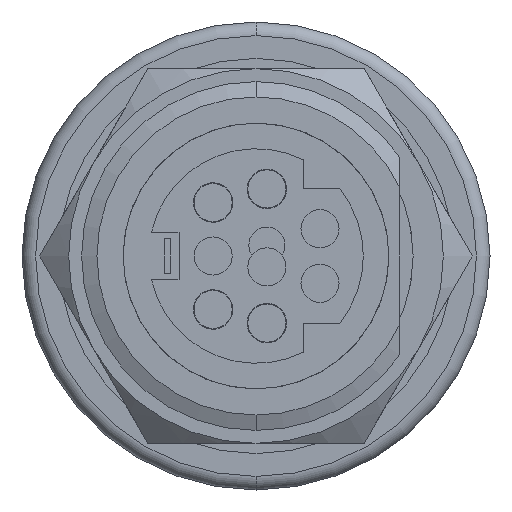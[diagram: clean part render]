
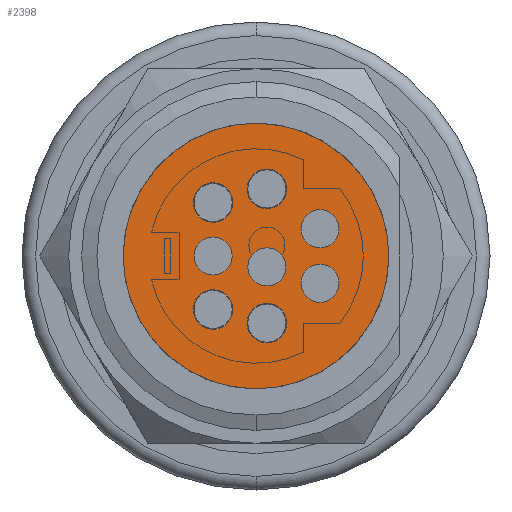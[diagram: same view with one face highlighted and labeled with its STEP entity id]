
A CAD part, front view. The second image highlights one B-rep face of the part: STEP entity #2398.
In plain terms, the highlighted face is planar.
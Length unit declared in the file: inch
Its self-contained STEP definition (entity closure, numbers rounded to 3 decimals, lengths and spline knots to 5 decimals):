
#91 = ORIENTED_EDGE ( 'NONE', *, *, #15727, .F. ) ;
#127 = CARTESIAN_POINT ( 'NONE',  ( 0., 0., -0.003 ) ) ;
#533 = DIRECTION ( 'NONE',  ( 0., 0., -1. ) ) ;
#680 = CARTESIAN_POINT ( 'NONE',  ( 0.05063, 0.06015, -0.003 ) ) ;
#681 = CIRCLE ( 'NONE', #14165, 0.029 ) ;
#1563 = CARTESIAN_POINT ( 'NONE',  ( 0.09884, -0.01905, -0.003 ) ) ;
#1793 = PLANE ( 'NONE',  #2789 ) ;
#2072 = DIRECTION ( 'NONE',  ( 1., 0., 0. ) ) ;
#2210 = CARTESIAN_POINT ( 'NONE',  ( -0.06557, -0.03185, -0.003 ) ) ;
#2236 = CARTESIAN_POINT ( 'NONE',  ( -0.09457, -0.03185, -0.003 ) ) ;
#2398 = ADVANCED_FACE ( 'Face1', ( #13537, #11934, #7375, #3878, #7090 ), #1793, .F. ) ;
#2401 = CARTESIAN_POINT ( 'NONE',  ( -0.03999, -0.09237, -0.003 ) ) ;
#2719 = EDGE_CURVE ( 'NONE', #10579, #17994, #18393, .T. ) ;
#2762 = AXIS2_PLACEMENT_3D ( 'NONE', #1563, #3383, #10212 ) ;
#2789 = AXIS2_PLACEMENT_3D ( 'NONE', #22215, #22278, #5126 ) ;
#2912 = CARTESIAN_POINT ( 'NONE',  ( 0.195, 0., -0.003 ) ) ;
#2955 = CARTESIAN_POINT ( 'NONE',  ( -0.06899, -0.09237, -0.003 ) ) ;
#3244 = DIRECTION ( 'NONE',  ( -1., 0., 0. ) ) ;
#3254 = ORIENTED_EDGE ( 'NONE', *, *, #16724, .F. ) ;
#3383 = DIRECTION ( 'NONE',  ( 0., 0., -1. ) ) ;
#3481 = VERTEX_POINT ( 'NONE', #19369 ) ;
#3529 = DIRECTION ( 'NONE',  ( 0., 0., -1. ) ) ;
#3572 = ORIENTED_EDGE ( 'NONE', *, *, #19134, .F. ) ;
#3878 = FACE_BOUND ( 'NONE', #14324, .T. ) ;
#3980 = DIRECTION ( 'NONE',  ( -1., 0., 0. ) ) ;
#4038 = CIRCLE ( 'NONE', #18952, 0.195 ) ;
#4044 = CARTESIAN_POINT ( 'NONE',  ( 0.12784, -0.01905, -0.003 ) ) ;
#4218 = DIRECTION ( 'NONE',  ( -1., 0., 0. ) ) ;
#4223 = DIRECTION ( 'NONE',  ( -1., 0., 0. ) ) ;
#4425 = VERTEX_POINT ( 'NONE', #2210 ) ;
#5126 = DIRECTION ( 'NONE',  ( 1., 0., 0. ) ) ;
#5219 = EDGE_LOOP ( 'NONE', ( #18049, #6245 ) ) ;
#5271 = DIRECTION ( 'NONE',  ( -1., 0., 0. ) ) ;
#5381 = AXIS2_PLACEMENT_3D ( 'NONE', #127, #19462, #12573 ) ;
#5930 = VERTEX_POINT ( 'NONE', #2955 ) ;
#5974 = AXIS2_PLACEMENT_3D ( 'NONE', #2236, #12308, #3980 ) ;
#6245 = ORIENTED_EDGE ( 'NONE', *, *, #2719, .F. ) ;
#6319 = AXIS2_PLACEMENT_3D ( 'NONE', #2401, #21214, #9055 ) ;
#7090 = FACE_OUTER_BOUND ( 'NONE', #5219, .T. ) ;
#7375 = FACE_BOUND ( 'NONE', #8940, .T. ) ;
#7522 = VERTEX_POINT ( 'NONE', #21442 ) ;
#7614 = DIRECTION ( 'NONE',  ( 0., 0., -1. ) ) ;
#7705 = CARTESIAN_POINT ( 'NONE',  ( 0.09884, -0.01905, -0.003 ) ) ;
#8345 = VERTEX_POINT ( 'NONE', #680 ) ;
#8717 = AXIS2_PLACEMENT_3D ( 'NONE', #13863, #3529, #5271 ) ;
#8940 = EDGE_LOOP ( 'NONE', ( #91, #10077 ) ) ;
#9045 = DIRECTION ( 'NONE',  ( 0., 0., -1. ) ) ;
#9055 = DIRECTION ( 'NONE',  ( -1., 0., 0. ) ) ;
#9235 = EDGE_CURVE ( 'NONE', #8345, #13255, #9270, .T. ) ;
#9270 = CIRCLE ( 'NONE', #21895, 0.029 ) ;
#10077 = ORIENTED_EDGE ( 'NONE', *, *, #19019, .F. ) ;
#10212 = DIRECTION ( 'NONE',  ( -1., 0., 0. ) ) ;
#10429 = CIRCLE ( 'NONE', #6319, 0.029 ) ;
#10579 = VERTEX_POINT ( 'NONE', #11352 ) ;
#10874 = VERTEX_POINT ( 'NONE', #4044 ) ;
#11352 = CARTESIAN_POINT ( 'NONE',  ( -0.195, 0., -0.003 ) ) ;
#11414 = CARTESIAN_POINT ( 'NONE',  ( 0.10863, 0.06015, -0.003 ) ) ;
#11502 = CARTESIAN_POINT ( 'NONE',  ( 0.06984, -0.01905, -0.003 ) ) ;
#11749 = DIRECTION ( 'NONE',  ( 0., 0., -1. ) ) ;
#11934 = FACE_BOUND ( 'NONE', #20292, .T. ) ;
#12308 = DIRECTION ( 'NONE',  ( 0., 0., -1. ) ) ;
#12573 = DIRECTION ( 'NONE',  ( 1., 0., 0. ) ) ;
#13255 = VERTEX_POINT ( 'NONE', #11414 ) ;
#13409 = ORIENTED_EDGE ( 'NONE', *, *, #9235, .F. ) ;
#13537 = FACE_BOUND ( 'NONE', #16801, .T. ) ;
#13863 = CARTESIAN_POINT ( 'NONE',  ( -0.03999, -0.09237, -0.003 ) ) ;
#14165 = AXIS2_PLACEMENT_3D ( 'NONE', #7705, #7614, #4223 ) ;
#14248 = DIRECTION ( 'NONE',  ( 0., 0., 1. ) ) ;
#14324 = EDGE_LOOP ( 'NONE', ( #15935, #3572 ) ) ;
#14341 = CIRCLE ( 'NONE', #16350, 0.029 ) ;
#14760 = EDGE_CURVE ( 'NONE', #17994, #10579, #4038, .T. ) ;
#14898 = CIRCLE ( 'NONE', #8717, 0.029 ) ;
#15244 = ORIENTED_EDGE ( 'NONE', *, *, #21286, .F. ) ;
#15727 = EDGE_CURVE ( 'NONE', #5930, #3481, #10429, .T. ) ;
#15935 = ORIENTED_EDGE ( 'NONE', *, *, #18586, .F. ) ;
#16117 = DIRECTION ( 'NONE',  ( -1., 0., 0. ) ) ;
#16350 = AXIS2_PLACEMENT_3D ( 'NONE', #21464, #533, #16117 ) ;
#16608 = CIRCLE ( 'NONE', #2762, 0.029 ) ;
#16724 = EDGE_CURVE ( 'NONE', #10874, #21426, #16608, .T. ) ;
#16733 = CARTESIAN_POINT ( 'NONE',  ( 0.07963, 0.06015, -0.003 ) ) ;
#16801 = EDGE_LOOP ( 'NONE', ( #13409, #18406 ) ) ;
#17514 = EDGE_CURVE ( 'NONE', #13255, #8345, #19236, .T. ) ;
#17593 = CIRCLE ( 'NONE', #5974, 0.029 ) ;
#17678 = CARTESIAN_POINT ( 'NONE',  ( 0., 0., -0.003 ) ) ;
#17994 = VERTEX_POINT ( 'NONE', #2912 ) ;
#18049 = ORIENTED_EDGE ( 'NONE', *, *, #14760, .F. ) ;
#18393 = CIRCLE ( 'NONE', #5381, 0.195 ) ;
#18406 = ORIENTED_EDGE ( 'NONE', *, *, #17514, .F. ) ;
#18586 = EDGE_CURVE ( 'NONE', #7522, #4425, #14341, .T. ) ;
#18952 = AXIS2_PLACEMENT_3D ( 'NONE', #17678, #14248, #2072 ) ;
#19019 = EDGE_CURVE ( 'NONE', #3481, #5930, #14898, .T. ) ;
#19134 = EDGE_CURVE ( 'NONE', #4425, #7522, #17593, .T. ) ;
#19236 = CIRCLE ( 'NONE', #21662, 0.029 ) ;
#19369 = CARTESIAN_POINT ( 'NONE',  ( -0.01099, -0.09237, -0.003 ) ) ;
#19462 = DIRECTION ( 'NONE',  ( 0., 0., 1. ) ) ;
#20292 = EDGE_LOOP ( 'NONE', ( #15244, #3254 ) ) ;
#21204 = CARTESIAN_POINT ( 'NONE',  ( 0.07963, 0.06015, -0.003 ) ) ;
#21214 = DIRECTION ( 'NONE',  ( 0., 0., -1. ) ) ;
#21286 = EDGE_CURVE ( 'NONE', #21426, #10874, #681, .T. ) ;
#21426 = VERTEX_POINT ( 'NONE', #11502 ) ;
#21442 = CARTESIAN_POINT ( 'NONE',  ( -0.12357, -0.03185, -0.003 ) ) ;
#21464 = CARTESIAN_POINT ( 'NONE',  ( -0.09457, -0.03185, -0.003 ) ) ;
#21662 = AXIS2_PLACEMENT_3D ( 'NONE', #16733, #11749, #3244 ) ;
#21895 = AXIS2_PLACEMENT_3D ( 'NONE', #21204, #9045, #4218 ) ;
#22215 = CARTESIAN_POINT ( 'NONE',  ( 0., 0., -0.003 ) ) ;
#22278 = DIRECTION ( 'NONE',  ( 0., 0., 1. ) ) ;
